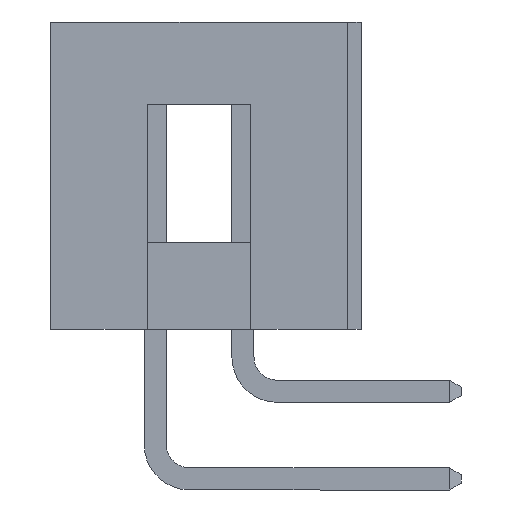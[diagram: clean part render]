
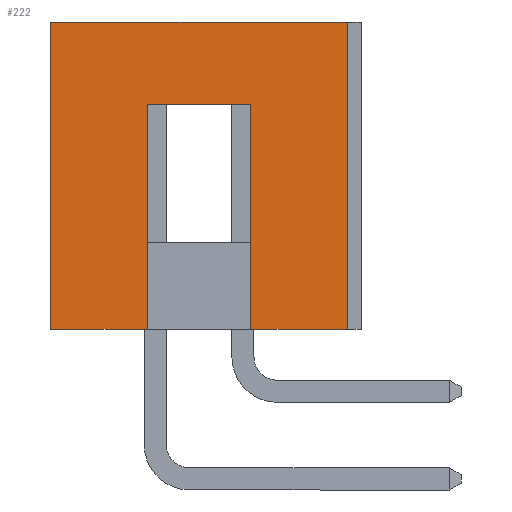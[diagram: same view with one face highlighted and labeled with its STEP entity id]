
A CAD part, left-side view. The second image highlights one B-rep face of the part: STEP entity #222.
In plain terms, the highlighted planar face has unit normal (-1, 0, 0).
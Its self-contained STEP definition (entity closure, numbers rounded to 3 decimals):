
#1 = CARTESIAN_POINT ( 'NONE',  ( 0., 0., 8.9 ) ) ;
#222 = ADVANCED_FACE ( 'NONE', ( #1443 ), #8667, .T. ) ;
#274 = VECTOR ( 'NONE', #10038, 1000. ) ;
#333 = ORIENTED_EDGE ( 'NONE', *, *, #6637, .F. ) ;
#531 = EDGE_CURVE ( 'NONE', #15542, #15595, #9261, .T. ) ;
#774 = LINE ( 'NONE', #6962, #4115 ) ;
#926 = VERTEX_POINT ( 'NONE', #8866 ) ;
#1096 = CARTESIAN_POINT ( 'NONE',  ( 0., 0., 0. ) ) ;
#1099 = EDGE_CURVE ( 'NONE', #926, #13015, #10421, .T. ) ;
#1146 = DIRECTION ( 'NONE',  ( -1., 0., 0. ) ) ;
#1235 = DIRECTION ( 'NONE',  ( 0., 1., 0. ) ) ;
#1443 = FACE_OUTER_BOUND ( 'NONE', #14638, .T. ) ;
#1461 = CARTESIAN_POINT ( 'NONE',  ( 0., 8.6, 8.9 ) ) ;
#2287 = VERTEX_POINT ( 'NONE', #8673 ) ;
#2318 = ORIENTED_EDGE ( 'NONE', *, *, #6971, .F. ) ;
#2698 = AXIS2_PLACEMENT_3D ( 'NONE', #14927, #1146, #9934 ) ;
#2914 = EDGE_CURVE ( 'NONE', #8158, #8415, #7403, .T. ) ;
#2978 = CARTESIAN_POINT ( 'NONE',  ( 0., 8.6, 8.9 ) ) ;
#3041 = CARTESIAN_POINT ( 'NONE',  ( 0., 5.8, 6.5 ) ) ;
#3205 = VECTOR ( 'NONE', #1235, 1000. ) ;
#4115 = VECTOR ( 'NONE', #14466, 1000. ) ;
#4437 = ORIENTED_EDGE ( 'NONE', *, *, #531, .T. ) ;
#4763 = VECTOR ( 'NONE', #15550, 1000. ) ;
#4869 = ORIENTED_EDGE ( 'NONE', *, *, #16186, .T. ) ;
#5056 = CARTESIAN_POINT ( 'NONE',  ( 0., 0., 8.9 ) ) ;
#5549 = VERTEX_POINT ( 'NONE', #5056 ) ;
#6048 = CARTESIAN_POINT ( 'NONE',  ( 0., 8.6, 0. ) ) ;
#6087 = VECTOR ( 'NONE', #11831, 1000. ) ;
#6539 = LINE ( 'NONE', #1, #274 ) ;
#6637 = EDGE_CURVE ( 'NONE', #2287, #15595, #8687, .T. ) ;
#6817 = CARTESIAN_POINT ( 'NONE',  ( 0., 2.8, 6.5 ) ) ;
#6944 = LINE ( 'NONE', #13761, #3205 ) ;
#6962 = CARTESIAN_POINT ( 'NONE',  ( 0., 0., 0. ) ) ;
#6971 = EDGE_CURVE ( 'NONE', #15542, #926, #14358, .T. ) ;
#7124 = VECTOR ( 'NONE', #8169, 1000. ) ;
#7403 = LINE ( 'NONE', #1461, #10372 ) ;
#7653 = DIRECTION ( 'NONE',  ( 0., 0., -1. ) ) ;
#7699 = EDGE_CURVE ( 'NONE', #13015, #8415, #774, .T. ) ;
#8124 = ORIENTED_EDGE ( 'NONE', *, *, #2914, .T. ) ;
#8158 = VERTEX_POINT ( 'NONE', #2978 ) ;
#8169 = DIRECTION ( 'NONE',  ( 0., 0., -1. ) ) ;
#8358 = CARTESIAN_POINT ( 'NONE',  ( 0., 2.8, 6.5 ) ) ;
#8415 = VERTEX_POINT ( 'NONE', #6048 ) ;
#8621 = DIRECTION ( 'NONE',  ( 0., 1., 0. ) ) ;
#8667 = PLANE ( 'NONE',  #2698 ) ;
#8673 = CARTESIAN_POINT ( 'NONE',  ( 0., 0., 0. ) ) ;
#8687 = LINE ( 'NONE', #1096, #14973 ) ;
#8866 = CARTESIAN_POINT ( 'NONE',  ( 0., 5.8, 6.5 ) ) ;
#9155 = ORIENTED_EDGE ( 'NONE', *, *, #16206, .F. ) ;
#9261 = LINE ( 'NONE', #15658, #7124 ) ;
#9298 = ORIENTED_EDGE ( 'NONE', *, *, #1099, .F. ) ;
#9516 = ORIENTED_EDGE ( 'NONE', *, *, #7699, .F. ) ;
#9934 = DIRECTION ( 'NONE',  ( 0., 0., 1. ) ) ;
#10038 = DIRECTION ( 'NONE',  ( 0., 0., -1. ) ) ;
#10372 = VECTOR ( 'NONE', #7653, 1000. ) ;
#10421 = LINE ( 'NONE', #3041, #6087 ) ;
#11831 = DIRECTION ( 'NONE',  ( 0., 0., -1. ) ) ;
#12637 = CARTESIAN_POINT ( 'NONE',  ( 0., 5.8, 0. ) ) ;
#13015 = VERTEX_POINT ( 'NONE', #12637 ) ;
#13565 = CARTESIAN_POINT ( 'NONE',  ( 0., 2.8, 0. ) ) ;
#13761 = CARTESIAN_POINT ( 'NONE',  ( 0., 0., 8.9 ) ) ;
#14358 = LINE ( 'NONE', #6817, #4763 ) ;
#14466 = DIRECTION ( 'NONE',  ( 0., 1., 0. ) ) ;
#14638 = EDGE_LOOP ( 'NONE', ( #4437, #333, #9155, #4869, #8124, #9516, #9298, #2318 ) ) ;
#14927 = CARTESIAN_POINT ( 'NONE',  ( 0., 0., 8.9 ) ) ;
#14973 = VECTOR ( 'NONE', #8621, 1000. ) ;
#15542 = VERTEX_POINT ( 'NONE', #8358 ) ;
#15550 = DIRECTION ( 'NONE',  ( 0., 1., 0. ) ) ;
#15595 = VERTEX_POINT ( 'NONE', #13565 ) ;
#15658 = CARTESIAN_POINT ( 'NONE',  ( 0., 2.8, 6.5 ) ) ;
#16186 = EDGE_CURVE ( 'NONE', #5549, #8158, #6944, .T. ) ;
#16206 = EDGE_CURVE ( 'NONE', #5549, #2287, #6539, .T. ) ;
